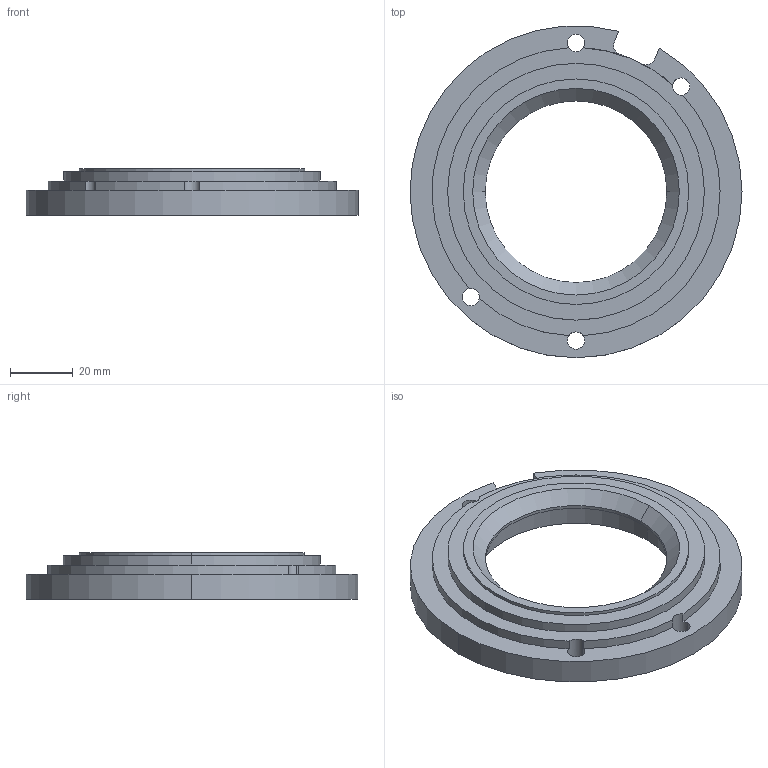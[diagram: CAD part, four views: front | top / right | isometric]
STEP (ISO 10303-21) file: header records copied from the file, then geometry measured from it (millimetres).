
FILE_DESCRIPTION (( 'STEP AP203' ), '1' );
FILE_NAME ('PB4.01.01.005 - LED backlight housing.STEP', '2020-04-23T17:18:40', ( '' ), ( '' ), 'SwSTEP 2.0', 'SolidWorks 2018', '' );
FILE_SCHEMA (( 'CONFIG_CONTROL_DESIGN' ));
Length unit declared in the file: millimetre
Products named in the file (1): PB4.01.01.005 - LED backlight housing
Bounding box: 106 x 105.86 x 15 mm (x, y, z)
Volume: 55139.6 mm3; surface area: 21885.2 mm2
Topology: 1 solids, 1 shells, 42 faces, 115 edges, 76 vertices
Faces by surface type: cylinder 30, plane 10, cone 2
Entity records: 1472 total; most frequent: DIRECTION 273, CARTESIAN_POINT 234, ORIENTED_EDGE 230, AXIS2_PLACEMENT_3D 115, EDGE_CURVE 115, VERTEX_POINT 76, CIRCLE 72, EDGE_LOOP 53
